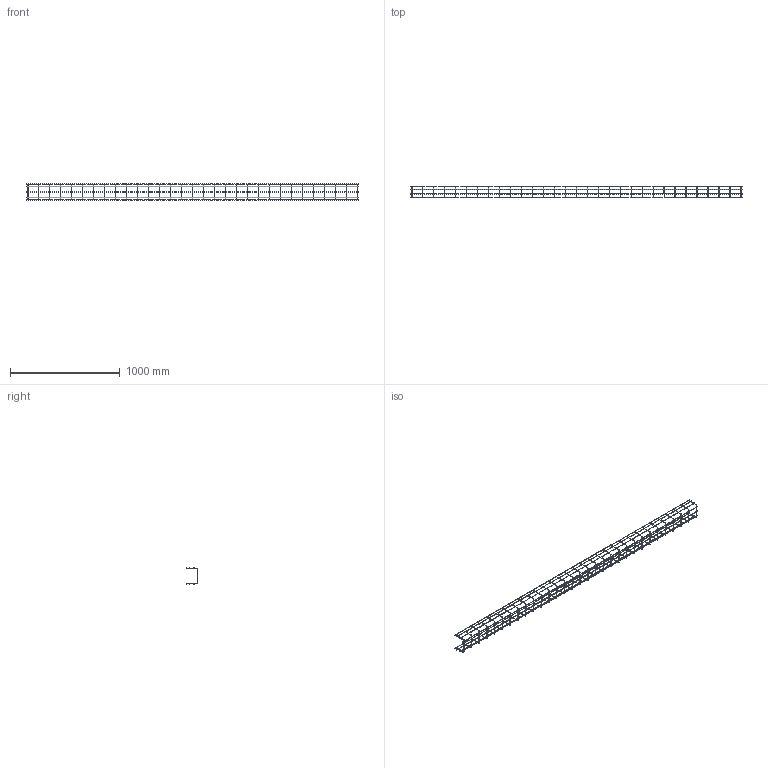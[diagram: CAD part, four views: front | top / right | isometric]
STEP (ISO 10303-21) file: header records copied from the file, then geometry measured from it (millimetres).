
FILE_DESCRIPTION (( 'STEP AP214' ), '1' );
FILE_NAME ('6002455.stp', '2016-08-23T07:31:54', ( '' ), ( '' ), 'SwSTEP 2.0', 'SolidWorks 2014', '' );
FILE_SCHEMA (( 'AUTOMOTIVE_DESIGN' ));
Length unit declared in the file: millimetre
Products named in the file (1): 6002455
Bounding box: 3024 x 107.81 x 150 mm (x, y, z)
Volume: 431544.5 mm3; surface area: 451876.5 mm2
Topology: 1 solids, 1 shells, 420 faces, 2198 edges, 1380 vertices
Faces by surface type: cylinder 210, torus 128, plane 82
Entity records: 34448 total; most frequent: CARTESIAN_POINT 18591, ORIENTED_EDGE 4396, DIRECTION 2372, EDGE_CURVE 2198, VERTEX_POINT 1380, B_SPLINE_CURVE_WITH_KNOTS 960, AXIS2_PLACEMENT_3D 841, VECTOR 690
